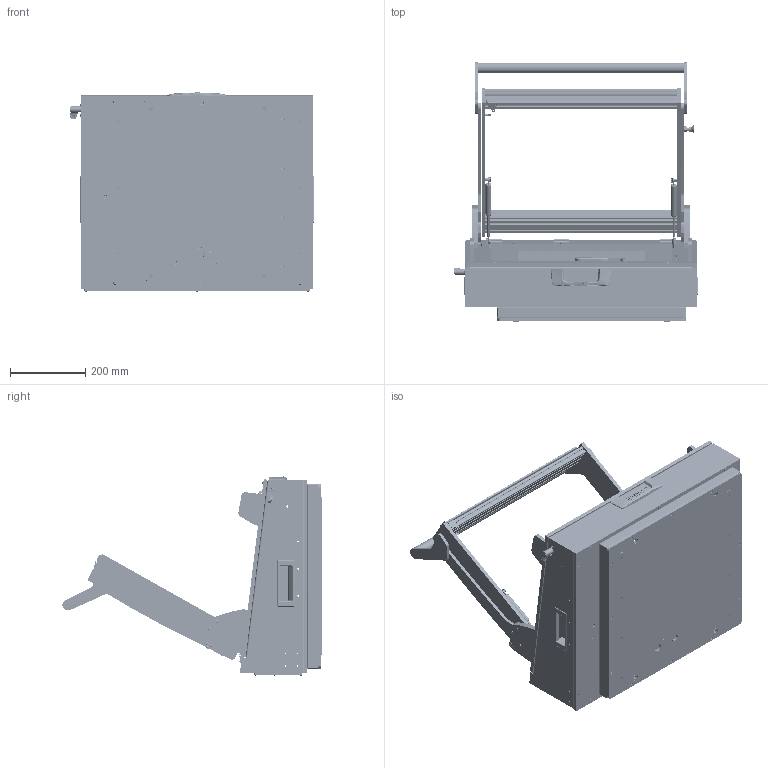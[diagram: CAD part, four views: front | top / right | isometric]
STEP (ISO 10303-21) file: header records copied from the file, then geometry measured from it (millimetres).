
FILE_DESCRIPTION (( 'STEP AP214' ), '1' );
FILE_NAME ('INGUN_108699_open.STEP', '2021-03-24T15:19:48', ( '' ), ( '' ), 'SwSTEP 2.0', 'SolidWorks 2018', '' );
FILE_SCHEMA (( 'AUTOMOTIVE_DESIGN' ));
Length unit declared in the file: millimetre
Products named in the file (119): 107793~3_KUNDE<S>; 31253~0_S; DIN125~n_06,4 M06,0 Fase; 30758_02~0_S; DIN7991~n_M05,0x020; 109128~0_offen <S>; 109512~0; 39893~3_KUNDE<S>; 40513~4_KUNDE<S>; 20902~0; DIN7991~n_M05,0x025; 37188~1_S; 31446~15_KUNDE<S>; 55712~0_KUNDE<S>; ISO7380~n_M04,0x020; 35151~0_S; K_02037~0_Standard ohne Dyn Punkt<Standard>; 32578~1_S; 48726~2_S; 53032~0_S; 34328~1_S; 8804~0; 32339~4_S; DIN912~n_M04,0x020; ISO7380~n_M03,0x005; 32171~0_S; K_02037~0; 37972~6_S; 39894~2_KUNDE<S>; 31788~1_flex <Standard>; 30984~0_S; DIN6325~n_04,0m6x014; 37790~9_KUNDE offen<S>; 38001~12; 110231~1_S; 109954~0_KUNDE<S>; 48565~1_S; DIN6325~n_04,0m6x012; DIN6325~n_04,0m6x024; 107827~0_S ...
Assembly tree (299 placements, depth 5):
  INGUN_108699_open
    108698~1_KUNDE<S>
      108171~4_S
        33434~6
        31555~4_S
        21332~0_MA 2112<Standard>
          21332_02~0
          21332_01~0
        20902~0
        30758~0_S  x2
          30758_01~0_S
          30758_02~0_S
        53032~0_S
        32171~0_S
        32462~0_S
        29805~4_geschlossen<S>
          110322~4_S
          110705~2_S
          30984~0_S
          110231~1_S
          110443~0_S
          30112~0
          ISO7380~n_M05,0x030
          ISO7380~n_M04,0x008  x2
          DIN914~n_M04,0x05
        ISO7380~n_M04,0x012  x9
        DIN7991~n_M05,0x020  x12
        DIN7991~n_M05,0x016
        DIN985-A2~n_M05,0  x3
        8804~0
        DIN125~n_05,3 M05,0 Fase  x2
        109512~0
        Gewindebuchse~n_M04-07,5 offen  x12
        35334~0_S
      107826~0_KUNDE<S>
        109686~0_KUNDE<S>
          107793~3_KUNDE<S>
        17285~0_S  x4
        11657~0
        107827~0_S
        107828~0_S  x2
        Gewindebuchse~n_M04-06,0 offen  x4
        DIN7991~n_M04,0x010  x24
        108612~0_S
      109396~0_S
    37790~9_KUNDE offen<S>
      109771~0_offen<S>
        38001~12
        37968~2_S
        37971~8_S
        37972~6_S
        2281~0_180ø<Standard>  x3
          2281~0
        37188~1_S  x3
        53031~0_S
        35649~1_S
        35651~1_S
        31253~0_S
        30955~0_S
        30915~0
Bounding box: 647.49 x 687.58 x 528.02 mm (x, y, z)
Volume: 8245150.9 mm3; surface area: 4216007.9 mm2
Topology: 301 solids, 301 shells, 9655 faces, 23430 edges, 15015 vertices
Faces by surface type: plane 4557, cylinder 3523, cone 1047, bspline 253, torus 175, sphere 100
Entity records: 156529 total; most frequent: CARTESIAN_POINT 35057, DIRECTION 23966, ORIENTED_EDGE 21776, EDGE_CURVE 10888, AXIS2_PLACEMENT_3D 9115, VERTEX_POINT 6998, VECTOR 5736, LINE 5736
